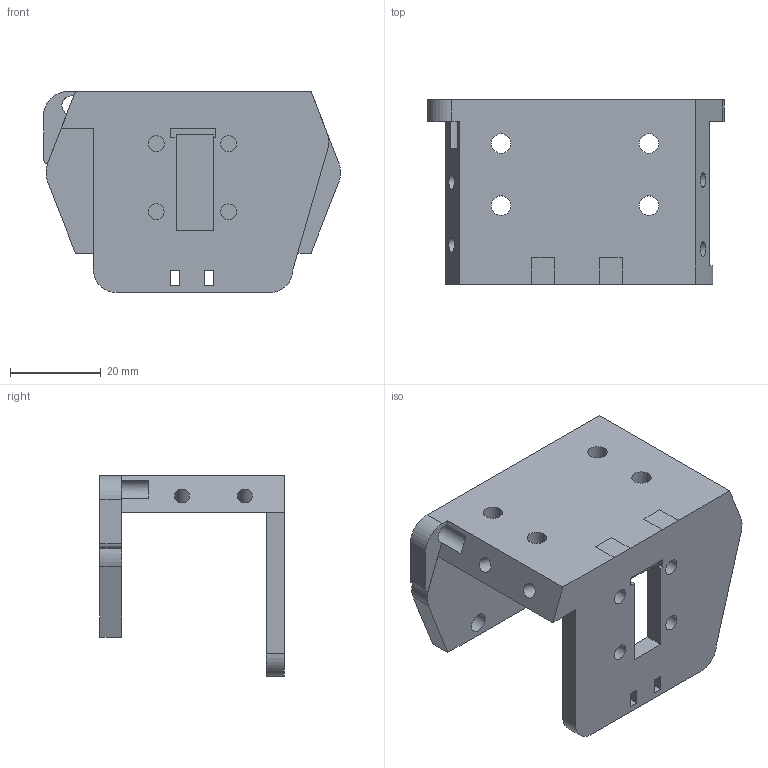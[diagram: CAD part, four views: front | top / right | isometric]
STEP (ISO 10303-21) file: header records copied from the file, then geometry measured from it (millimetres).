
FILE_DESCRIPTION(/* description */ ('STEP AP242','CAx-IF Rec.Pracs.---Representation and Presentation of Product Manufacturing Information (PMI)---4.0---2014-10-13','CAx-IF Rec.Pracs.---3D Tessellated Geometry---0.4---2014-09-14','2;1'),/* implementation_level */ '2;1');
FILE_NAME(/* name */ '66a053266d440d280999eec1',/* time_stamp */ '2024-07-24T01:04:44Z',/* author */ (''),/* organization */ (''),/* preprocessor_version */ 'ST-DEVELOPER v20',/* originating_system */ ' ',/* authorisation */ ' ');
FILE_SCHEMA (('AP242_MANAGED_MODEL_BASED_3D_ENGINEERING_MIM_LF { 1 0 10303 442 1 1 4 }'));
Length unit declared in the file: metre
Products named in the file (1): carriage plate NEW
Bounding box: 65.46 x 40.67 x 44.29 mm (x, y, z)
Volume: 31192.6 mm3; surface area: 14251.9 mm2
Topology: 1 solids, 1 shells, 59 faces, 185 edges, 127 vertices
Faces by surface type: plane 37, cylinder 22
Full cylindrical faces by diameter (mm): 3.3 x4, 3.5 x4, 4.3 x7
Entity records: 2036 total; most frequent: CARTESIAN_POINT 364, ORIENTED_EDGE 326, DIRECTION 322, EDGE_CURVE 163, VERTEX_POINT 120, LINE 110, VECTOR 110, EDGE_LOOP 109
